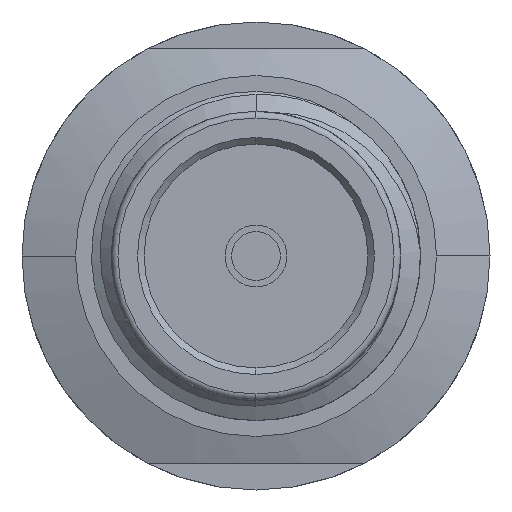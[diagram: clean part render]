
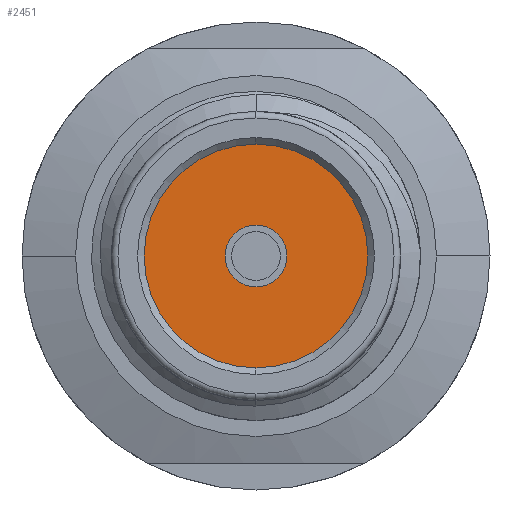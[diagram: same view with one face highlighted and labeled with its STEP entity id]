
A CAD part, left-side view. The second image highlights one B-rep face of the part: STEP entity #2451.
In plain terms, the highlighted planar face has unit normal (-1, 0, 0).
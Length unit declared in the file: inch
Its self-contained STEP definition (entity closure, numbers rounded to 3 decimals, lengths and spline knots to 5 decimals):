
#120 = CARTESIAN_POINT ( 'NONE',  ( 0.075, 0., 0. ) ) ;
#159 = CARTESIAN_POINT ( 'NONE',  ( 0.075, 0., 0. ) ) ;
#180 = VERTEX_POINT ( 'NONE', #3372 ) ;
#185 = DIRECTION ( 'NONE',  ( 0., 0., 1. ) ) ;
#295 = CARTESIAN_POINT ( 'NONE',  ( 0.075, 0., -0.0235 ) ) ;
#397 = DIRECTION ( 'NONE',  ( 0., 0., 1. ) ) ;
#412 = AXIS2_PLACEMENT_3D ( 'NONE', #896, #2183, #397 ) ;
#637 = EDGE_LOOP ( 'NONE', ( #799, #1486 ) ) ;
#692 = DIRECTION ( 'NONE',  ( 0., 0., 1. ) ) ;
#714 = VERTEX_POINT ( 'NONE', #819 ) ;
#780 = DIRECTION ( 'NONE',  ( -1., 0., 0. ) ) ;
#799 = ORIENTED_EDGE ( 'NONE', *, *, #1965, .T. ) ;
#809 = FACE_BOUND ( 'NONE', #1910, .T. ) ;
#819 = CARTESIAN_POINT ( 'NONE',  ( 0.075, 0., 0.085 ) ) ;
#896 = CARTESIAN_POINT ( 'NONE',  ( 0.075, 0., 0. ) ) ;
#911 = CIRCLE ( 'NONE', #412, 0.0235 ) ;
#1021 = CIRCLE ( 'NONE', #1562, 0.0235 ) ;
#1106 = VERTEX_POINT ( 'NONE', #2836 ) ;
#1285 = ORIENTED_EDGE ( 'NONE', *, *, #2570, .F. ) ;
#1411 = DIRECTION ( 'NONE',  ( 0., 0., 1. ) ) ;
#1440 = CARTESIAN_POINT ( 'NONE',  ( 0.075, 0., 0. ) ) ;
#1477 = EDGE_CURVE ( 'NONE', #180, #3198, #911, .T. ) ;
#1486 = ORIENTED_EDGE ( 'NONE', *, *, #3092, .T. ) ;
#1562 = AXIS2_PLACEMENT_3D ( 'NONE', #3394, #780, #2095 ) ;
#1644 = ORIENTED_EDGE ( 'NONE', *, *, #1477, .F. ) ;
#1739 = AXIS2_PLACEMENT_3D ( 'NONE', #120, #2977, #1411 ) ;
#1777 = AXIS2_PLACEMENT_3D ( 'NONE', #1440, #2477, #692 ) ;
#1910 = EDGE_LOOP ( 'NONE', ( #1644, #1285 ) ) ;
#1965 = EDGE_CURVE ( 'NONE', #714, #1106, #2450, .T. ) ;
#2095 = DIRECTION ( 'NONE',  ( 0., 0., 1. ) ) ;
#2183 = DIRECTION ( 'NONE',  ( -1., 0., 0. ) ) ;
#2269 = DIRECTION ( 'NONE',  ( -1., 0., 0. ) ) ;
#2450 = CIRCLE ( 'NONE', #3155, 0.085 ) ;
#2451 = ADVANCED_FACE ( 'NONE', ( #809, #2729 ), #2728, .T. ) ;
#2477 = DIRECTION ( 'NONE',  ( -1., 0., 0. ) ) ;
#2570 = EDGE_CURVE ( 'NONE', #3198, #180, #1021, .T. ) ;
#2728 = PLANE ( 'NONE',  #1739 ) ;
#2729 = FACE_OUTER_BOUND ( 'NONE', #637, .T. ) ;
#2814 = CIRCLE ( 'NONE', #1777, 0.085 ) ;
#2836 = CARTESIAN_POINT ( 'NONE',  ( 0.075, 0., -0.085 ) ) ;
#2977 = DIRECTION ( 'NONE',  ( -1., 0., 0. ) ) ;
#3092 = EDGE_CURVE ( 'NONE', #1106, #714, #2814, .T. ) ;
#3155 = AXIS2_PLACEMENT_3D ( 'NONE', #159, #2269, #185 ) ;
#3198 = VERTEX_POINT ( 'NONE', #295 ) ;
#3372 = CARTESIAN_POINT ( 'NONE',  ( 0.075, 0., 0.0235 ) ) ;
#3394 = CARTESIAN_POINT ( 'NONE',  ( 0.075, 0., 0. ) ) ;
